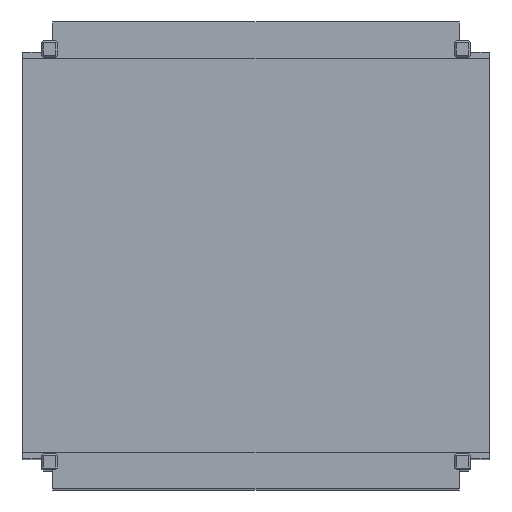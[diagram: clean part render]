
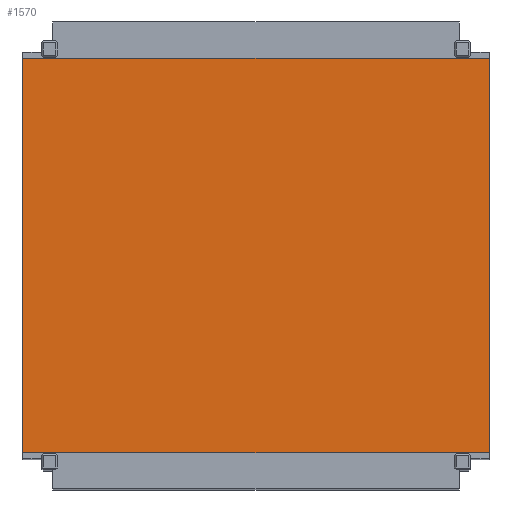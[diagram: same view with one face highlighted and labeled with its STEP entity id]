
A CAD part, top view. The second image highlights one B-rep face of the part: STEP entity #1570.
In plain terms, the highlighted planar face has unit normal (0, 0, 1).
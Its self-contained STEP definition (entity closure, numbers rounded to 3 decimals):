
#264=DIRECTION('',(0.,-1.,0.));
#265=VECTOR('',#264,208.);
#266=CARTESIAN_POINT('',(-10.,217.15,340.5));
#267=LINE('',#266,#265);
#268=DIRECTION('',(-1.,0.,0.));
#269=VECTOR('',#268,246.3);
#270=CARTESIAN_POINT('',(236.3,217.15,340.5));
#271=LINE('',#270,#269);
#272=DIRECTION('',(0.,1.,0.));
#273=VECTOR('',#272,208.);
#274=CARTESIAN_POINT('',(236.3,9.15,340.5));
#275=LINE('',#274,#273);
#276=DIRECTION('',(1.,0.,0.));
#277=VECTOR('',#276,246.3);
#278=CARTESIAN_POINT('',(-10.,9.15,340.5));
#279=LINE('',#278,#277);
#1198=CARTESIAN_POINT('',(236.3,217.15,340.5));
#1199=CARTESIAN_POINT('',(-10.,217.15,340.5));
#1200=VERTEX_POINT('',#1198);
#1201=VERTEX_POINT('',#1199);
#1202=CARTESIAN_POINT('',(-10.,9.15,340.5));
#1203=VERTEX_POINT('',#1202);
#1204=CARTESIAN_POINT('',(236.3,9.15,340.5));
#1205=VERTEX_POINT('',#1204);
#1559=CARTESIAN_POINT('',(113.15,113.15,340.5));
#1560=DIRECTION('',(0.,0.,1.));
#1561=DIRECTION('',(1.,0.,0.));
#1562=AXIS2_PLACEMENT_3D('',#1559,#1560,#1561);
#1563=PLANE('',#1562);
#1564=ORIENTED_EDGE('',*,*,#1463,.F.);
#1565=ORIENTED_EDGE('',*,*,#1534,.F.);
#1566=ORIENTED_EDGE('',*,*,#1547,.F.);
#1567=ORIENTED_EDGE('',*,*,#1447,.F.);
#1568=EDGE_LOOP('',(#1564,#1565,#1566,#1567));
#1569=FACE_OUTER_BOUND('',#1568,.F.);
#1570=ADVANCED_FACE('',(#1569),#1563,.T.);
#1447=EDGE_CURVE('',#1203,#1205,#279,.T.);
#1463=EDGE_CURVE('',#1201,#1203,#267,.T.);
#1534=EDGE_CURVE('',#1200,#1201,#271,.T.);
#1547=EDGE_CURVE('',#1205,#1200,#275,.T.);
